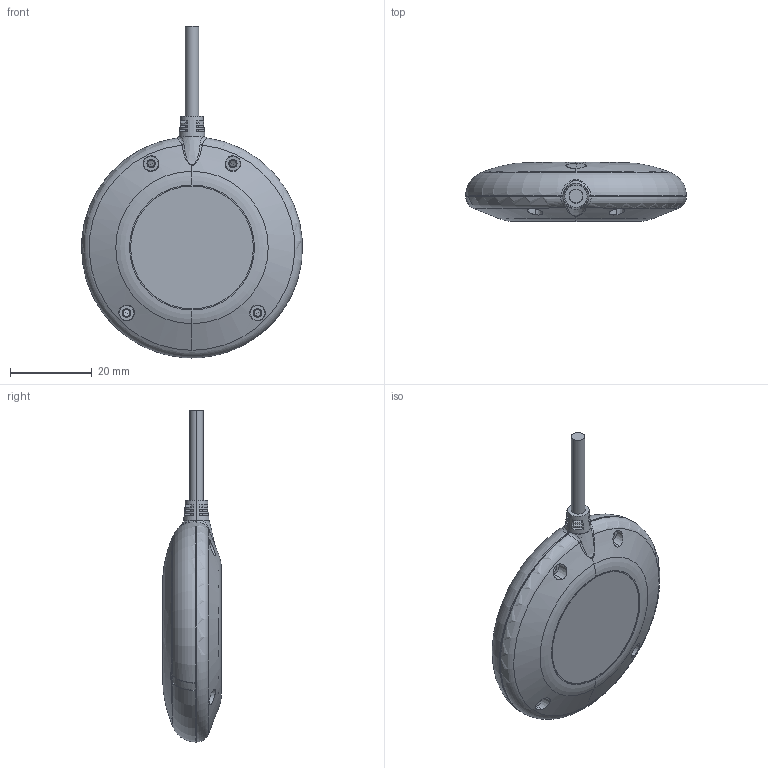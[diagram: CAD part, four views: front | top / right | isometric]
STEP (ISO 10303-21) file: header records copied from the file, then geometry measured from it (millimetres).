
FILE_DESCRIPTION((''),'2;1');
FILE_NAME('CAN-GPS-C1_ASM','2022-07-11T15:01:47',('QGLing'),(''),'CREO PARAMETRIC BY PTC INC, 2016510','CREO PARAMETRIC BY PTC INC, 2016510','');
FILE_SCHEMA(('CONFIG_CONTROL_DESIGN'));
Length unit declared in the file: millimetre
Products named in the file (9): PCBA-GPS-CAN; LED-3S-SMALL; BM10B-SRSS-WB; CAN-GPS-XKE-MUJU; CAN-GPS-SK-MUJU; GPS-V5-DYDZ-C1; GPS-V5-ZDZ-C0; TAO-XIAN-RTK-4P; CAN-GPS-C1_ASM
Assembly tree (9 placements, depth 2):
  CAN-GPS-C1_ASM
    PCBA-GPS-CAN
    LED-3S-SMALL
    BM10B-SRSS-WB
    CAN-GPS-XKE-MUJU
    CAN-GPS-SK-MUJU
    GPS-V5-DYDZ-C1
    GPS-V5-ZDZ-C0  x2
    TAO-XIAN-RTK-4P
Bounding box: 53.96 x 14.4 x 81.1 mm (x, y, z)
Volume: 14210.3 mm3; surface area: 19451.5 mm2
Topology: 10 solids, 10 shells, 832 faces, 2292 edges, 1518 vertices
Faces by surface type: plane 553, cone 117, cylinder 93, bspline 39, torus 30
Entity records: 28654 total; most frequent: CARTESIAN_POINT 8412, ORIENTED_EDGE 4452, DIRECTION 3775, EDGE_CURVE 2226, VERTEX_POINT 1474, VECTOR 1313, LINE 1313, AXIS2_PLACEMENT_3D 1231
